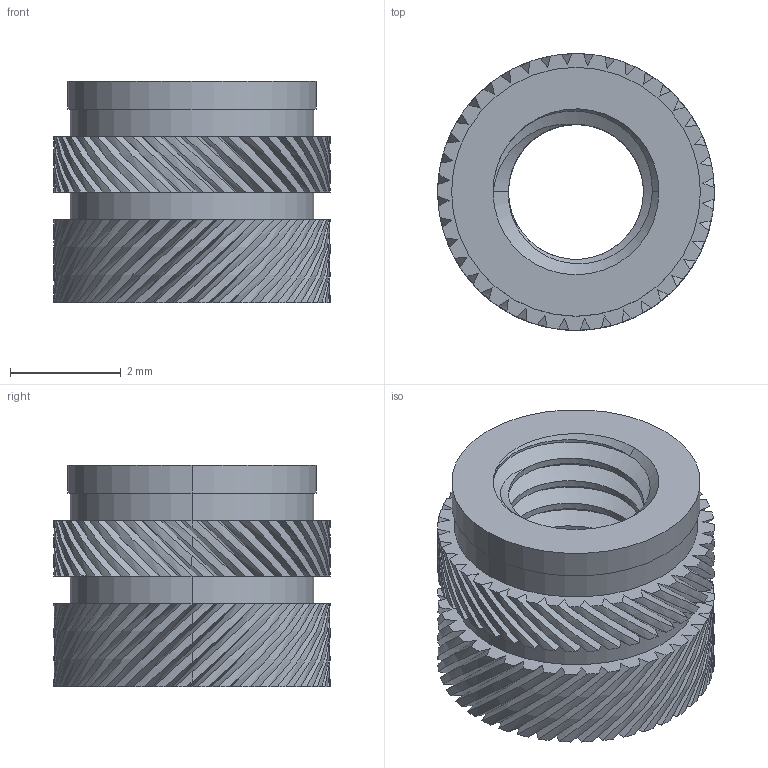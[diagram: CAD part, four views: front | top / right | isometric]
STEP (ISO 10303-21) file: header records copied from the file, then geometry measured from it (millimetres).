
FILE_DESCRIPTION (( 'STEP AP214' ), '1' );
FILE_NAME ('Inserto M3x4.STEP', '2023-12-10T01:33:54', ( '' ), ( '' ), 'SwSTEP 2.0', 'SolidWorks 2022', '' );
FILE_SCHEMA (( 'AUTOMOTIVE_DESIGN' ));
Length unit declared in the file: millimetre
Products named in the file (1): Inserto M3x4
Bounding box: 5 x 5 x 4 mm (x, y, z)
Volume: 47.3 mm3; surface area: 191.3 mm2
Topology: 1 solids, 1 shells, 287 faces, 836 edges, 555 vertices
Faces by surface type: bspline 163, cylinder 112, cone 6, plane 6
Entity records: 12308 total; most frequent: CARTESIAN_POINT 6756, ORIENTED_EDGE 1672, EDGE_CURVE 836, DIRECTION 727, VERTEX_POINT 555, AXIS2_PLACEMENT_3D 306, EDGE_LOOP 293, ADVANCED_FACE 287
